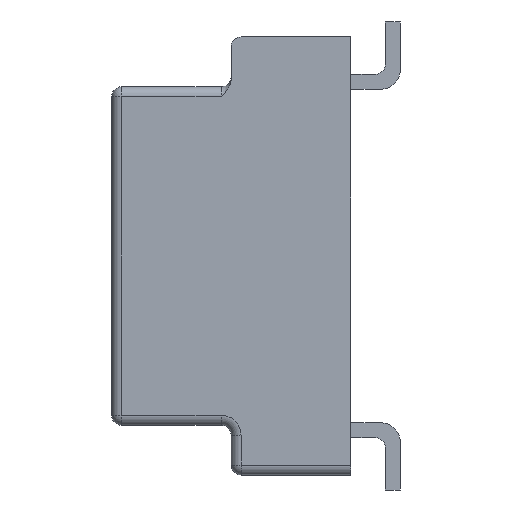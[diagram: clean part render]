
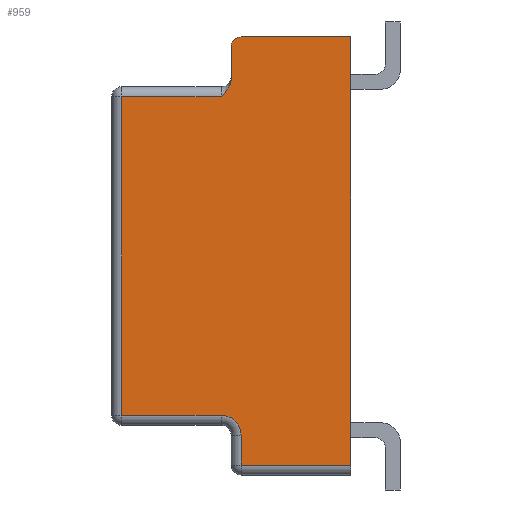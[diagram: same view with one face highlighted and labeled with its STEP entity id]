
A CAD part, left-side view. The second image highlights one B-rep face of the part: STEP entity #959.
In plain terms, the highlighted planar face has unit normal (-1, 0, 0).
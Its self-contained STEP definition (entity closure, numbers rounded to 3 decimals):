
#959 = ADVANCED_FACE( '', ( #1794 ), #1795, .T. );
#1794 = FACE_OUTER_BOUND( '', #2664, .T. );
#1795 = PLANE( '', #2665 );
#2664 = EDGE_LOOP( '', ( #4539, #4540, #4541, #4542, #4543, #4544, #4545, #4546, #4547, #4548, #4549 ) );
#2665 = AXIS2_PLACEMENT_3D( '', #4550, #4551, #4552 );
#4539 = ORIENTED_EDGE( '', *, *, #6394, .F. );
#4540 = ORIENTED_EDGE( '', *, *, #5744, .F. );
#4541 = ORIENTED_EDGE( '', *, *, #6395, .T. );
#4542 = ORIENTED_EDGE( '', *, *, #6337, .F. );
#4543 = ORIENTED_EDGE( '', *, *, #6098, .F. );
#4544 = ORIENTED_EDGE( '', *, *, #6396, .T. );
#4545 = ORIENTED_EDGE( '', *, *, #5726, .T. );
#4546 = ORIENTED_EDGE( '', *, *, #6397, .T. );
#4547 = ORIENTED_EDGE( '', *, *, #6398, .T. );
#4548 = ORIENTED_EDGE( '', *, *, #6399, .F. );
#4549 = ORIENTED_EDGE( '', *, *, #6400, .F. );
#4550 = CARTESIAN_POINT( '', ( -6.35, 0., -4.4 ) );
#4551 = DIRECTION( '', ( -1., 0., 0. ) );
#4552 = DIRECTION( '', ( 0., 0., 1. ) );
#5726 = EDGE_CURVE( '', #6704, #6701, #6705, .T. );
#5744 = EDGE_CURVE( '', #6735, #6731, #6737, .T. );
#6098 = EDGE_CURVE( '', #7326, #7328, #7329, .T. );
#6337 = EDGE_CURVE( '', #7328, #7661, #7665, .T. );
#6394 = EDGE_CURVE( '', #6731, #7740, #7741, .T. );
#6395 = EDGE_CURVE( '', #6735, #7661, #7742, .T. );
#6396 = EDGE_CURVE( '', #7326, #6704, #7743, .T. );
#6397 = EDGE_CURVE( '', #6701, #7744, #7745, .T. );
#6398 = EDGE_CURVE( '', #7744, #7746, #7747, .T. );
#6399 = EDGE_CURVE( '', #7748, #7746, #7749, .T. );
#6400 = EDGE_CURVE( '', #7740, #7748, #7750, .F. );
#6701 = VERTEX_POINT( '', #8109 );
#6704 = VERTEX_POINT( '', #8113 );
#6705 = LINE( '', #8114, #8115 );
#6731 = VERTEX_POINT( '', #8150 );
#6735 = VERTEX_POINT( '', #8155 );
#6737 = LINE( '', #8157, #8158 );
#7326 = VERTEX_POINT( '', #9184 );
#7328 = VERTEX_POINT( '', #9186 );
#7329 = LINE( '', #9187, #9188 );
#7661 = VERTEX_POINT( '', #9823 );
#7665 = CIRCLE( '', #9827, 0.4 );
#7740 = VERTEX_POINT( '', #10006 );
#7741 = LINE( '', #10007, #10008 );
#7742 = LINE( '', #10009, #10010 );
#7743 = LINE( '', #10011, #10012 );
#7744 = VERTEX_POINT( '', #10013 );
#7745 = LINE( '', #10014, #10015 );
#7746 = VERTEX_POINT( '', #10016 );
#7747 = CIRCLE( '', #10017, 0.2 );
#7748 = VERTEX_POINT( '', #10018 );
#7749 = LINE( '', #10019, #10020 );
#7750 = B_SPLINE_CURVE_WITH_KNOTS( '', 3, ( #10021, #10022, #10023, #10024, #10025, #10026 ), .UNSPECIFIED., .F., .F., ( 4, 2, 4 ), ( 0., 0., 0. ), .UNSPECIFIED. );
#8109 = CARTESIAN_POINT( '', ( -6.35, 0., 4.4 ) );
#8113 = CARTESIAN_POINT( '', ( -6.35, 0., -4.2 ) );
#8114 = CARTESIAN_POINT( '', ( -6.35, 0., -4.2 ) );
#8115 = VECTOR( '', #10544, 1000. );
#8150 = CARTESIAN_POINT( '', ( -6.35, 4.6, 3.2 ) );
#8155 = CARTESIAN_POINT( '', ( -6.35, 4.6, -3.2 ) );
#8157 = CARTESIAN_POINT( '', ( -6.35, 4.6, -3.2 ) );
#8158 = VECTOR( '', #10570, 1000. );
#9184 = CARTESIAN_POINT( '', ( -6.35, 2.2, -4.2 ) );
#9186 = CARTESIAN_POINT( '', ( -6.35, 2.2, -3.6 ) );
#9187 = CARTESIAN_POINT( '', ( -6.35, 2.2, -4.2 ) );
#9188 = VECTOR( '', #10876, 1000. );
#9823 = CARTESIAN_POINT( '', ( -6.35, 2.6, -3.2 ) );
#9827 = AXIS2_PLACEMENT_3D( '', #11069, #11070, #11071 );
#10006 = CARTESIAN_POINT( '', ( -6.35, 2.6, 3.2 ) );
#10007 = CARTESIAN_POINT( '', ( -6.35, 4.6, 3.2 ) );
#10008 = VECTOR( '', #11106, 1000. );
#10009 = CARTESIAN_POINT( '', ( -6.35, 4.6, -3.2 ) );
#10010 = VECTOR( '', #11107, 1000. );
#10011 = CARTESIAN_POINT( '', ( -6.35, 2.2, -4.2 ) );
#10012 = VECTOR( '', #11108, 1000. );
#10013 = CARTESIAN_POINT( '', ( -6.35, 2.2, 4.4 ) );
#10014 = CARTESIAN_POINT( '', ( -6.35, 0., 4.4 ) );
#10015 = VECTOR( '', #11109, 1000. );
#10016 = CARTESIAN_POINT( '', ( -6.35, 2.4, 4.2 ) );
#10017 = AXIS2_PLACEMENT_3D( '', #11110, #11111, #11112 );
#10018 = CARTESIAN_POINT( '', ( -6.35, 2.4, 3.546 ) );
#10019 = CARTESIAN_POINT( '', ( -6.35, 2.4, 3.546 ) );
#10020 = VECTOR( '', #11113, 1000. );
#10021 = CARTESIAN_POINT( '', ( -6.35, 2.4, 3.546 ) );
#10022 = CARTESIAN_POINT( '', ( -6.35, 2.4, 3.477 ) );
#10023 = CARTESIAN_POINT( '', ( -6.35, 2.427, 3.411 ) );
#10024 = CARTESIAN_POINT( '', ( -6.35, 2.503, 3.298 ) );
#10025 = CARTESIAN_POINT( '', ( -6.35, 2.552, 3.248 ) );
#10026 = CARTESIAN_POINT( '', ( -6.35, 2.6, 3.2 ) );
#10544 = DIRECTION( '', ( 0., 0., 1. ) );
#10570 = DIRECTION( '', ( 0., 0., 1. ) );
#10876 = DIRECTION( '', ( 0., 0., 1. ) );
#11069 = CARTESIAN_POINT( '', ( -6.35, 2.6, -3.6 ) );
#11070 = DIRECTION( '', ( -1., 0., 0. ) );
#11071 = DIRECTION( '', ( 0., -1., 0. ) );
#11106 = DIRECTION( '', ( 0., -1., 0. ) );
#11107 = DIRECTION( '', ( 0., -1., 0. ) );
#11108 = DIRECTION( '', ( 0., -1., 0. ) );
#11109 = DIRECTION( '', ( 0., 1., 0. ) );
#11110 = CARTESIAN_POINT( '', ( -6.35, 2.2, 4.2 ) );
#11111 = DIRECTION( '', ( -1., 0., 0. ) );
#11112 = DIRECTION( '', ( 0., 0., 1. ) );
#11113 = DIRECTION( '', ( 0., 0., 1. ) );
